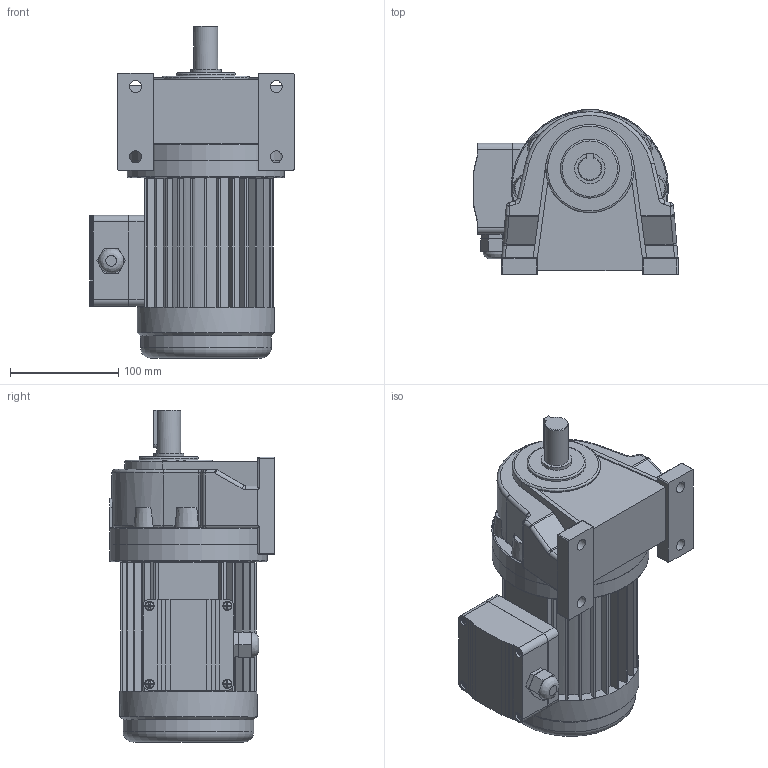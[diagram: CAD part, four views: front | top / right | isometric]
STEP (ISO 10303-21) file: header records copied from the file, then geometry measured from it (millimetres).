
FILE_DESCRIPTION(/* description */ (''),/* implementation_level */ '2;1');
FILE_NAME(/* name */ 'GH卧式附三相、单相铝壳（刹车）齿轮减速马达[GH-22-200W-50-S-G1-LD-HO].stp',/* time_stamp */ '2022-01-11T09:22:05+08:00',/* author */ ('Administrator'),/* organization */ (''),/* preprocessor_version */ 'ST-DEVELOPER v15.2',/* originating_system */ 'Autodesk Inventor 2014',/* authorisation */ '');
FILE_SCHEMA (('AUTOMOTIVE_DESIGN { 1 0 10303 214 3 1 1 }'));
Length unit declared in the file: millimetre
Products named in the file (3): STP_22_200W 1u4HP___G1_LD__HO_1__2; STP_22_200W 1u4HP___G1_LD__HO_1__2_1; [GH-22-200W-50-S-G1-LD-HO]
Bounding box: 188.65 x 152 x 307 mm (x, y, z)
Volume: 3769144.8 mm3; surface area: 269698.4 mm2
Topology: 3 solids, 3 shells, 619 faces, 1580 edges, 1020 vertices
Faces by surface type: plane 484, cylinder 86, torus 22, sphere 16, cone 6, bspline 5
Full cylindrical faces by diameter (mm): 8 x4, 8.5 x4, 11 x4, 22 x1, 28 x1, 54.5 x1, 107.95 x1, 121 x1, 127 x1, 145.2 x1, 145.4 x2
Entity records: 18570 total; most frequent: CARTESIAN_POINT 3550, ORIENTED_EDGE 3054, DIRECTION 3046, EDGE_CURVE 1527, LINE 1170, VECTOR 1170, VERTEX_POINT 1010, AXIS2_PLACEMENT_3D 938
